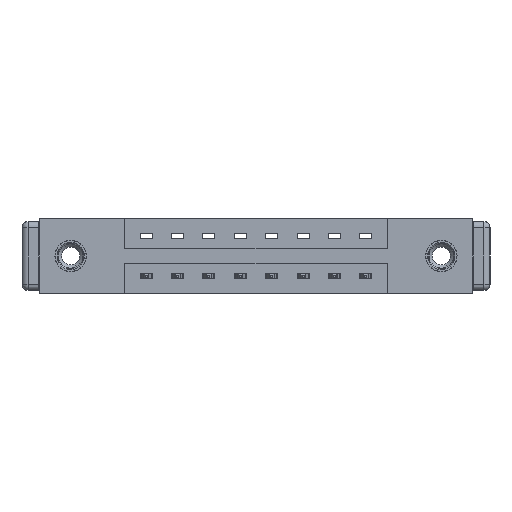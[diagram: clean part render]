
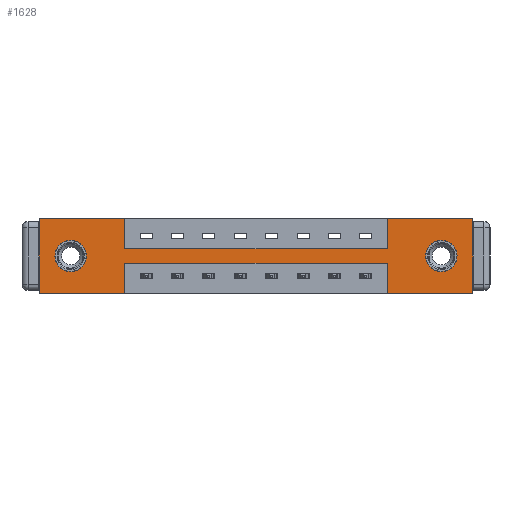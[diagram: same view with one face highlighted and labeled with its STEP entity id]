
A CAD part, front view. The second image highlights one B-rep face of the part: STEP entity #1628.
In plain terms, the highlighted planar face has unit normal (0, -1, 0).
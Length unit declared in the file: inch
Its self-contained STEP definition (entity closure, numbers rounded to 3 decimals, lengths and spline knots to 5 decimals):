
#22 = VECTOR ( 'NONE', #10725, 39.37008 ) ;
#55 = CARTESIAN_POINT ( 'NONE',  ( 0.425, 0., -0.22 ) ) ;
#230 = VERTEX_POINT ( 'NONE', #5479 ) ;
#236 = DIRECTION ( 'NONE',  ( 0., 0., 1. ) ) ;
#399 = AXIS2_PLACEMENT_3D ( 'NONE', #6297, #4228, #3114 ) ;
#505 = DIRECTION ( 'NONE',  ( 0., 0., -1. ) ) ;
#521 = ORIENTED_EDGE ( 'NONE', *, *, #5358, .F. ) ;
#601 = CARTESIAN_POINT ( 'NONE',  ( 1.729, 0., -0.37 ) ) ;
#801 = CARTESIAN_POINT ( 'NONE',  ( 1.729, 0., -0.15 ) ) ;
#806 = EDGE_LOOP ( 'NONE', ( #10194, #8919, #5258, #12967, #11461, #3251, #3847, #3612, #9679, #521, #1311, #12428 ) ) ;
#814 = DIRECTION ( 'NONE',  ( 0., 0., -1. ) ) ;
#877 = CARTESIAN_POINT ( 'NONE',  ( 0.155, 0., -0.263 ) ) ;
#979 = CARTESIAN_POINT ( 'NONE',  ( 1.729, 0., 0. ) ) ;
#1117 = DIRECTION ( 'NONE',  ( 0., 0., -1. ) ) ;
#1123 = EDGE_CURVE ( 'NONE', #11593, #5672, #7265, .T. ) ;
#1126 = AXIS2_PLACEMENT_3D ( 'NONE', #11787, #12984, #2904 ) ;
#1247 = DIRECTION ( 'NONE',  ( 0., 0., -1. ) ) ;
#1298 = CARTESIAN_POINT ( 'NONE',  ( 1.999, 0., -0.107 ) ) ;
#1311 = ORIENTED_EDGE ( 'NONE', *, *, #1338, .F. ) ;
#1333 = CARTESIAN_POINT ( 'NONE',  ( 0., 0., 0. ) ) ;
#1338 = EDGE_CURVE ( 'NONE', #230, #5655, #4384, .T. ) ;
#1367 = FACE_BOUND ( 'NONE', #3470, .T. ) ;
#1394 = VECTOR ( 'NONE', #4383, 39.37008 ) ;
#1435 = CARTESIAN_POINT ( 'NONE',  ( 0., 0., 0. ) ) ;
#1503 = CIRCLE ( 'NONE', #3134, 0.078 ) ;
#1628 = ADVANCED_FACE ( 'NONE', ( #1367, #5338, #5485 ), #2306, .T. ) ;
#1665 = LINE ( 'NONE', #11049, #11969 ) ;
#1692 = CARTESIAN_POINT ( 'NONE',  ( 0., 0., -0.37 ) ) ;
#1790 = DIRECTION ( 'NONE',  ( -1., 0., 0. ) ) ;
#1947 = EDGE_LOOP ( 'NONE', ( #6012, #7205 ) ) ;
#1984 = DIRECTION ( 'NONE',  ( 1., 0., 0. ) ) ;
#1990 = VECTOR ( 'NONE', #5194, 39.37008 ) ;
#1998 = DIRECTION ( 'NONE',  ( 0., 0., 1. ) ) ;
#2016 = DIRECTION ( 'NONE',  ( 1., 0., 0. ) ) ;
#2042 = EDGE_CURVE ( 'NONE', #2553, #230, #1665, .T. ) ;
#2155 = EDGE_CURVE ( 'NONE', #2899, #3665, #4698, .T. ) ;
#2306 = PLANE ( 'NONE',  #1126 ) ;
#2510 = CIRCLE ( 'NONE', #4696, 0.078 ) ;
#2553 = VERTEX_POINT ( 'NONE', #12224 ) ;
#2738 = CARTESIAN_POINT ( 'NONE',  ( 1.729, 0., 0. ) ) ;
#2843 = EDGE_CURVE ( 'NONE', #10721, #10441, #10294, .T. ) ;
#2899 = VERTEX_POINT ( 'NONE', #4560 ) ;
#2904 = DIRECTION ( 'NONE',  ( 0., 0., -1. ) ) ;
#3083 = CARTESIAN_POINT ( 'NONE',  ( 0.425, 0., 0. ) ) ;
#3114 = DIRECTION ( 'NONE',  ( 0., 0., -1. ) ) ;
#3134 = AXIS2_PLACEMENT_3D ( 'NONE', #5434, #11509, #11604 ) ;
#3251 = ORIENTED_EDGE ( 'NONE', *, *, #8282, .F. ) ;
#3260 = VECTOR ( 'NONE', #1247, 39.37008 ) ;
#3262 = AXIS2_PLACEMENT_3D ( 'NONE', #3769, #12822, #814 ) ;
#3276 = CARTESIAN_POINT ( 'NONE',  ( 2.154, 0., -0.37 ) ) ;
#3328 = EDGE_CURVE ( 'NONE', #7928, #9867, #9203, .T. ) ;
#3356 = VERTEX_POINT ( 'NONE', #2738 ) ;
#3470 = EDGE_LOOP ( 'NONE', ( #5726, #7930 ) ) ;
#3562 = VECTOR ( 'NONE', #1998, 39.37008 ) ;
#3612 = ORIENTED_EDGE ( 'NONE', *, *, #9124, .F. ) ;
#3665 = VERTEX_POINT ( 'NONE', #4252 ) ;
#3754 = DIRECTION ( 'NONE',  ( 0., 0., 1. ) ) ;
#3769 = CARTESIAN_POINT ( 'NONE',  ( 1.999, 0., -0.185 ) ) ;
#3847 = ORIENTED_EDGE ( 'NONE', *, *, #8903, .F. ) ;
#3908 = VECTOR ( 'NONE', #1117, 39.37008 ) ;
#4228 = DIRECTION ( 'NONE',  ( 0., 1., 0. ) ) ;
#4252 = CARTESIAN_POINT ( 'NONE',  ( 0.425, 0., -0.22 ) ) ;
#4383 = DIRECTION ( 'NONE',  ( 1., 0., 0. ) ) ;
#4384 = LINE ( 'NONE', #5281, #9909 ) ;
#4457 = CARTESIAN_POINT ( 'NONE',  ( 0.425, 0., 0. ) ) ;
#4526 = LINE ( 'NONE', #10256, #3260 ) ;
#4560 = CARTESIAN_POINT ( 'NONE',  ( 1.729, 0., -0.22 ) ) ;
#4696 = AXIS2_PLACEMENT_3D ( 'NONE', #7803, #10781, #3754 ) ;
#4698 = LINE ( 'NONE', #55, #1990 ) ;
#4867 = LINE ( 'NONE', #11143, #12582 ) ;
#5068 = DIRECTION ( 'NONE',  ( -1., 0., 0. ) ) ;
#5127 = VERTEX_POINT ( 'NONE', #801 ) ;
#5194 = DIRECTION ( 'NONE',  ( -1., 0., 0. ) ) ;
#5235 = EDGE_CURVE ( 'NONE', #9867, #7928, #9163, .T. ) ;
#5258 = ORIENTED_EDGE ( 'NONE', *, *, #10613, .F. ) ;
#5281 = CARTESIAN_POINT ( 'NONE',  ( 0., 0., 0. ) ) ;
#5338 = FACE_BOUND ( 'NONE', #1947, .T. ) ;
#5358 = EDGE_CURVE ( 'NONE', #5655, #11593, #9454, .T. ) ;
#5434 = CARTESIAN_POINT ( 'NONE',  ( 0.155, 0., -0.185 ) ) ;
#5479 = CARTESIAN_POINT ( 'NONE',  ( 0., 0., -0.37 ) ) ;
#5485 = FACE_OUTER_BOUND ( 'NONE', #806, .T. ) ;
#5655 = VERTEX_POINT ( 'NONE', #1435 ) ;
#5672 = VERTEX_POINT ( 'NONE', #7008 ) ;
#5726 = ORIENTED_EDGE ( 'NONE', *, *, #5235, .T. ) ;
#6012 = ORIENTED_EDGE ( 'NONE', *, *, #12950, .T. ) ;
#6221 = VECTOR ( 'NONE', #505, 39.37008 ) ;
#6297 = CARTESIAN_POINT ( 'NONE',  ( 1.999, 0., -0.185 ) ) ;
#6371 = LINE ( 'NONE', #1692, #6691 ) ;
#6691 = VECTOR ( 'NONE', #1790, 39.37008 ) ;
#6692 = CARTESIAN_POINT ( 'NONE',  ( 0.155, 0., -0.107 ) ) ;
#6874 = LINE ( 'NONE', #7128, #11925 ) ;
#7008 = CARTESIAN_POINT ( 'NONE',  ( 0.425, 0., -0.15 ) ) ;
#7068 = CARTESIAN_POINT ( 'NONE',  ( 1.729, 0., -0.37 ) ) ;
#7128 = CARTESIAN_POINT ( 'NONE',  ( 0., 0., 0. ) ) ;
#7205 = ORIENTED_EDGE ( 'NONE', *, *, #9628, .T. ) ;
#7265 = LINE ( 'NONE', #3083, #3908 ) ;
#7282 = VERTEX_POINT ( 'NONE', #6692 ) ;
#7803 = CARTESIAN_POINT ( 'NONE',  ( 0.155, 0., -0.185 ) ) ;
#7928 = VERTEX_POINT ( 'NONE', #12737 ) ;
#7930 = ORIENTED_EDGE ( 'NONE', *, *, #3328, .T. ) ;
#8282 = EDGE_CURVE ( 'NONE', #3356, #10721, #6874, .T. ) ;
#8875 = CARTESIAN_POINT ( 'NONE',  ( 2.154, 0., 0. ) ) ;
#8903 = EDGE_CURVE ( 'NONE', #5127, #3356, #11315, .T. ) ;
#8916 = VERTEX_POINT ( 'NONE', #7068 ) ;
#8919 = ORIENTED_EDGE ( 'NONE', *, *, #2155, .F. ) ;
#9124 = EDGE_CURVE ( 'NONE', #5672, #5127, #4867, .T. ) ;
#9163 = CIRCLE ( 'NONE', #399, 0.078 ) ;
#9203 = CIRCLE ( 'NONE', #3262, 0.078 ) ;
#9285 = EDGE_CURVE ( 'NONE', #3665, #2553, #4526, .T. ) ;
#9454 = LINE ( 'NONE', #1333, #1394 ) ;
#9613 = CARTESIAN_POINT ( 'NONE',  ( 2.154, 0., 0. ) ) ;
#9628 = EDGE_CURVE ( 'NONE', #11424, #7282, #1503, .T. ) ;
#9679 = ORIENTED_EDGE ( 'NONE', *, *, #1123, .F. ) ;
#9867 = VERTEX_POINT ( 'NONE', #1298 ) ;
#9909 = VECTOR ( 'NONE', #236, 39.37008 ) ;
#10194 = ORIENTED_EDGE ( 'NONE', *, *, #9285, .F. ) ;
#10256 = CARTESIAN_POINT ( 'NONE',  ( 0.425, 0., -0.37 ) ) ;
#10294 = LINE ( 'NONE', #9613, #6221 ) ;
#10441 = VERTEX_POINT ( 'NONE', #3276 ) ;
#10613 = EDGE_CURVE ( 'NONE', #8916, #2899, #12531, .T. ) ;
#10721 = VERTEX_POINT ( 'NONE', #8875 ) ;
#10725 = DIRECTION ( 'NONE',  ( 0., 0., 1. ) ) ;
#10781 = DIRECTION ( 'NONE',  ( 0., 1., 0. ) ) ;
#11049 = CARTESIAN_POINT ( 'NONE',  ( 0., 0., -0.37 ) ) ;
#11143 = CARTESIAN_POINT ( 'NONE',  ( 0.425, 0., -0.15 ) ) ;
#11315 = LINE ( 'NONE', #979, #3562 ) ;
#11424 = VERTEX_POINT ( 'NONE', #877 ) ;
#11461 = ORIENTED_EDGE ( 'NONE', *, *, #2843, .F. ) ;
#11509 = DIRECTION ( 'NONE',  ( 0., 1., 0. ) ) ;
#11593 = VERTEX_POINT ( 'NONE', #4457 ) ;
#11604 = DIRECTION ( 'NONE',  ( 0., 0., 1. ) ) ;
#11617 = EDGE_CURVE ( 'NONE', #10441, #8916, #6371, .T. ) ;
#11787 = CARTESIAN_POINT ( 'NONE',  ( 0., 0., -0.37 ) ) ;
#11925 = VECTOR ( 'NONE', #2016, 39.37008 ) ;
#11969 = VECTOR ( 'NONE', #5068, 39.37008 ) ;
#12224 = CARTESIAN_POINT ( 'NONE',  ( 0.425, 0., -0.37 ) ) ;
#12428 = ORIENTED_EDGE ( 'NONE', *, *, #2042, .F. ) ;
#12531 = LINE ( 'NONE', #601, #22 ) ;
#12582 = VECTOR ( 'NONE', #1984, 39.37008 ) ;
#12737 = CARTESIAN_POINT ( 'NONE',  ( 1.999, 0., -0.263 ) ) ;
#12822 = DIRECTION ( 'NONE',  ( 0., 1., 0. ) ) ;
#12950 = EDGE_CURVE ( 'NONE', #7282, #11424, #2510, .T. ) ;
#12967 = ORIENTED_EDGE ( 'NONE', *, *, #11617, .F. ) ;
#12984 = DIRECTION ( 'NONE',  ( 0., -1., 0. ) ) ;
